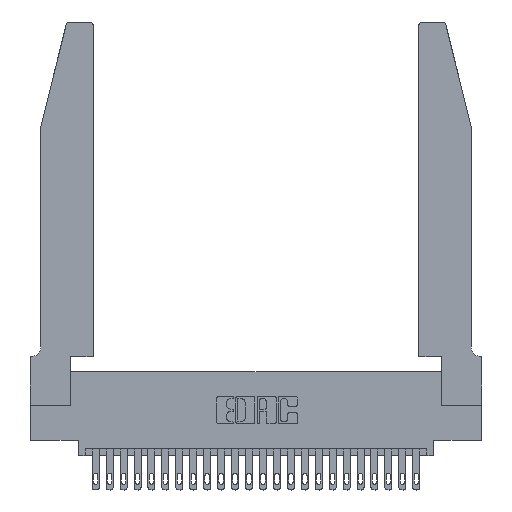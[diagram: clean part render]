
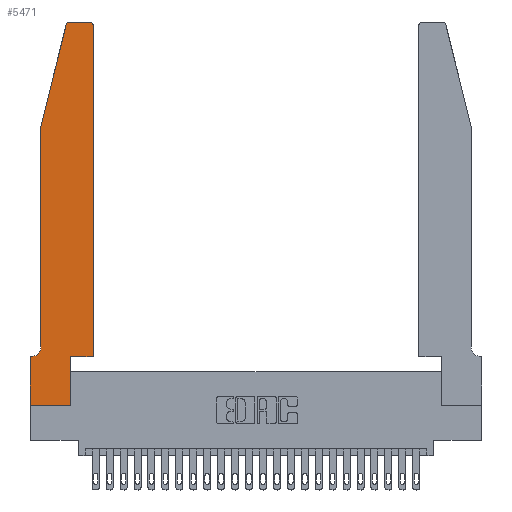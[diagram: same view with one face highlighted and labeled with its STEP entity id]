
A CAD part, top view. The second image highlights one B-rep face of the part: STEP entity #5471.
In plain terms, the highlighted planar face has unit normal (0, 0, 1).
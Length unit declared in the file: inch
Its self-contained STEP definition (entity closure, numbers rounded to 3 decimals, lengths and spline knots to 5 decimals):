
#346 = CARTESIAN_POINT ( 'NONE',  ( 0.25487, 2.72718, 0.37 ) ) ;
#527 = CARTESIAN_POINT ( 'NONE',  ( 0.4505, 2.72, 0.37 ) ) ;
#620 = VERTEX_POINT ( 'NONE', #527 ) ;
#832 = DIRECTION ( 'NONE',  ( -1., 0., 0. ) ) ;
#927 = LINE ( 'NONE', #16004, #9793 ) ;
#1215 = DIRECTION ( 'NONE',  ( 0., -1., 0. ) ) ;
#1296 = CARTESIAN_POINT ( 'NONE',  ( 0.284, 2.72, 0.37 ) ) ;
#1575 = DIRECTION ( 'NONE',  ( -1., 0., 0. ) ) ;
#2023 = DIRECTION ( 'NONE',  ( -1., 0., 0. ) ) ;
#2208 = CARTESIAN_POINT ( 'NONE',  ( 0.4205, 2.75, 0.37 ) ) ;
#2669 = LINE ( 'NONE', #7556, #11486 ) ;
#2747 = VECTOR ( 'NONE', #9811, 39.37008 ) ;
#2749 = CARTESIAN_POINT ( 'NONE',  ( 0., 0.35, 0.37 ) ) ;
#2822 = VECTOR ( 'NONE', #25368, 39.37008 ) ;
#2991 = VECTOR ( 'NONE', #832, 39.37008 ) ;
#3063 = VECTOR ( 'NONE', #2023, 39.37008 ) ;
#3289 = EDGE_CURVE ( 'NONE', #10236, #12276, #7154, .T. ) ;
#4154 = EDGE_CURVE ( 'NONE', #5516, #18892, #2669, .T. ) ;
#4321 = CIRCLE ( 'NONE', #20436, 0.03 ) ;
#4811 = EDGE_LOOP ( 'NONE', ( #14913, #18624, #13069, #11345, #12144, #23472, #10066, #19446, #9419, #10856, #19920, #12769 ) ) ;
#5174 = CARTESIAN_POINT ( 'NONE',  ( 0.0755, 0.35, 0.37 ) ) ;
#5200 = VERTEX_POINT ( 'NONE', #5751 ) ;
#5312 = DIRECTION ( 'NONE',  ( 1., 0., 0. ) ) ;
#5471 = ADVANCED_FACE ( 'NONE', ( #24339 ), #9151, .T. ) ;
#5496 = AXIS2_PLACEMENT_3D ( 'NONE', #19593, #7584, #1575 ) ;
#5516 = VERTEX_POINT ( 'NONE', #12713 ) ;
#5718 = DIRECTION ( 'NONE',  ( 0., 0., 1. ) ) ;
#5751 = CARTESIAN_POINT ( 'NONE',  ( 0.4505, 0.35, 0.37 ) ) ;
#6407 = VERTEX_POINT ( 'NONE', #2749 ) ;
#7154 = LINE ( 'NONE', #14254, #3063 ) ;
#7175 = VECTOR ( 'NONE', #1215, 39.37008 ) ;
#7313 = DIRECTION ( 'NONE',  ( 1., 0., 0. ) ) ;
#7556 = CARTESIAN_POINT ( 'NONE',  ( 0., 0., 0.37 ) ) ;
#7558 = EDGE_CURVE ( 'NONE', #18892, #17101, #15151, .T. ) ;
#7584 = DIRECTION ( 'NONE',  ( 0., 0., -1. ) ) ;
#7792 = DIRECTION ( 'NONE',  ( -0.239, -0.971, 0. ) ) ;
#7980 = EDGE_CURVE ( 'NONE', #5200, #620, #8805, .T. ) ;
#8430 = LINE ( 'NONE', #13235, #7175 ) ;
#8568 = VERTEX_POINT ( 'NONE', #346 ) ;
#8805 = LINE ( 'NONE', #15722, #2822 ) ;
#9151 = PLANE ( 'NONE',  #19370 ) ;
#9276 = CARTESIAN_POINT ( 'NONE',  ( 0.4205, 2.72, 0.37 ) ) ;
#9370 = LINE ( 'NONE', #11999, #2747 ) ;
#9419 = ORIENTED_EDGE ( 'NONE', *, *, #7558, .T. ) ;
#9571 = DIRECTION ( 'NONE',  ( 1., 0., 0. ) ) ;
#9616 = LINE ( 'NONE', #5174, #2991 ) ;
#9758 = EDGE_CURVE ( 'NONE', #12276, #8568, #4321, .T. ) ;
#9765 = EDGE_CURVE ( 'NONE', #6407, #5516, #8430, .T. ) ;
#9793 = VECTOR ( 'NONE', #21889, 39.37008 ) ;
#9811 = DIRECTION ( 'NONE',  ( 0., -1., 0. ) ) ;
#10066 = ORIENTED_EDGE ( 'NONE', *, *, #9765, .T. ) ;
#10146 = EDGE_CURVE ( 'NONE', #13414, #21213, #9370, .T. ) ;
#10236 = VERTEX_POINT ( 'NONE', #2208 ) ;
#10856 = ORIENTED_EDGE ( 'NONE', *, *, #16027, .T. ) ;
#11345 = ORIENTED_EDGE ( 'NONE', *, *, #10146, .T. ) ;
#11486 = VECTOR ( 'NONE', #9571, 39.37008 ) ;
#11559 = DIRECTION ( 'NONE',  ( 0., 1., 0. ) ) ;
#11776 = CARTESIAN_POINT ( 'NONE',  ( 0., 0.35, 0.37 ) ) ;
#11789 = CARTESIAN_POINT ( 'NONE',  ( 0.2865, 0.35, 0.37 ) ) ;
#11999 = CARTESIAN_POINT ( 'NONE',  ( 0.0755, 2., 0.37 ) ) ;
#12144 = ORIENTED_EDGE ( 'NONE', *, *, #19330, .T. ) ;
#12276 = VERTEX_POINT ( 'NONE', #20390 ) ;
#12484 = EDGE_CURVE ( 'NONE', #24955, #6407, #9616, .T. ) ;
#12713 = CARTESIAN_POINT ( 'NONE',  ( 0., 0., 0.37 ) ) ;
#12769 = ORIENTED_EDGE ( 'NONE', *, *, #16361, .T. ) ;
#13069 = ORIENTED_EDGE ( 'NONE', *, *, #20619, .T. ) ;
#13235 = CARTESIAN_POINT ( 'NONE',  ( 0., 0., 0.37 ) ) ;
#13252 = VECTOR ( 'NONE', #11559, 39.37008 ) ;
#13414 = VERTEX_POINT ( 'NONE', #15984 ) ;
#13479 = DIRECTION ( 'NONE',  ( 1., 0., 0. ) ) ;
#13805 = CARTESIAN_POINT ( 'NONE',  ( 0.0755, 2., 0.37 ) ) ;
#14254 = CARTESIAN_POINT ( 'NONE',  ( 0.2605, 2.75, 0.37 ) ) ;
#14913 = ORIENTED_EDGE ( 'NONE', *, *, #3289, .T. ) ;
#15059 = VECTOR ( 'NONE', #7792, 39.37008 ) ;
#15151 = LINE ( 'NONE', #25098, #13252 ) ;
#15722 = CARTESIAN_POINT ( 'NONE',  ( 0.4505, 0.35, 0.37 ) ) ;
#15984 = CARTESIAN_POINT ( 'NONE',  ( 0.0755, 2., 0.37 ) ) ;
#16004 = CARTESIAN_POINT ( 'NONE',  ( 0.4505, 0.35, 0.37 ) ) ;
#16027 = EDGE_CURVE ( 'NONE', #17101, #5200, #927, .T. ) ;
#16361 = EDGE_CURVE ( 'NONE', #620, #10236, #23961, .T. ) ;
#16703 = CIRCLE ( 'NONE', #5496, 0.07 ) ;
#17101 = VERTEX_POINT ( 'NONE', #11789 ) ;
#18624 = ORIENTED_EDGE ( 'NONE', *, *, #9758, .T. ) ;
#18791 = CARTESIAN_POINT ( 'NONE',  ( 0.0755, 0.42, 0.37 ) ) ;
#18892 = VERTEX_POINT ( 'NONE', #22664 ) ;
#19330 = EDGE_CURVE ( 'NONE', #21213, #24955, #16703, .T. ) ;
#19370 = AXIS2_PLACEMENT_3D ( 'NONE', #11776, #5718, #13479 ) ;
#19446 = ORIENTED_EDGE ( 'NONE', *, *, #4154, .T. ) ;
#19593 = CARTESIAN_POINT ( 'NONE',  ( 0.0055, 0.42, 0.37 ) ) ;
#19920 = ORIENTED_EDGE ( 'NONE', *, *, #7980, .T. ) ;
#20110 = AXIS2_PLACEMENT_3D ( 'NONE', #9276, #22826, #5312 ) ;
#20390 = CARTESIAN_POINT ( 'NONE',  ( 0.284, 2.75, 0.37 ) ) ;
#20436 = AXIS2_PLACEMENT_3D ( 'NONE', #1296, #25331, #7313 ) ;
#20473 = CARTESIAN_POINT ( 'NONE',  ( 0.0055, 0.35, 0.37 ) ) ;
#20619 = EDGE_CURVE ( 'NONE', #8568, #13414, #24472, .T. ) ;
#21213 = VERTEX_POINT ( 'NONE', #18791 ) ;
#21889 = DIRECTION ( 'NONE',  ( 1., 0., 0. ) ) ;
#22664 = CARTESIAN_POINT ( 'NONE',  ( 0.2865, 0., 0.37 ) ) ;
#22826 = DIRECTION ( 'NONE',  ( 0., 0., 1. ) ) ;
#23472 = ORIENTED_EDGE ( 'NONE', *, *, #12484, .T. ) ;
#23961 = CIRCLE ( 'NONE', #20110, 0.03 ) ;
#24339 = FACE_OUTER_BOUND ( 'NONE', #4811, .T. ) ;
#24472 = LINE ( 'NONE', #13805, #15059 ) ;
#24955 = VERTEX_POINT ( 'NONE', #20473 ) ;
#25098 = CARTESIAN_POINT ( 'NONE',  ( 0.2865, 0.35, 0.37 ) ) ;
#25331 = DIRECTION ( 'NONE',  ( 0., 0., 1. ) ) ;
#25368 = DIRECTION ( 'NONE',  ( 0., 1., 0. ) ) ;
